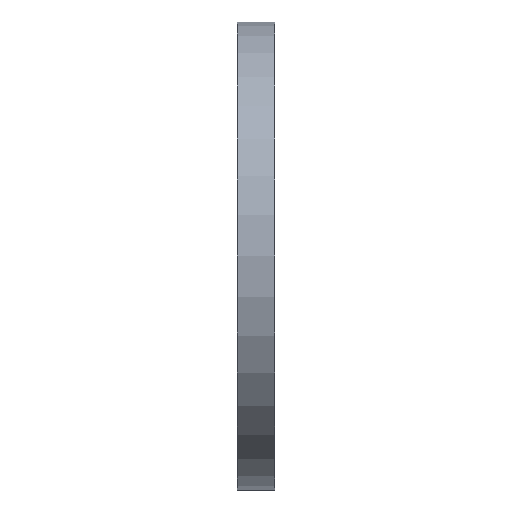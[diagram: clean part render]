
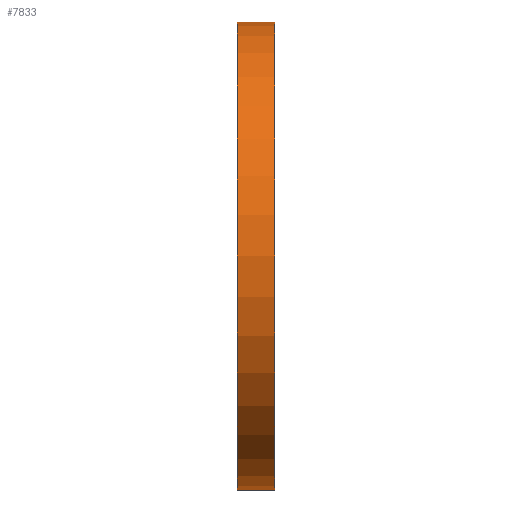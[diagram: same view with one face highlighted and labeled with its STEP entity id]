
A CAD part, left-side view. The second image highlights one B-rep face of the part: STEP entity #7833.
In plain terms, the highlighted cylindrical face has radius 50 mm (diameter 100 mm), a partial arc.
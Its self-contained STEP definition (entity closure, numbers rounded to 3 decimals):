
#457 = VERTEX_POINT ( 'NONE', #635 ) ;
#508 = EDGE_CURVE ( 'NONE', #457, #14054, #1588, .T. ) ;
#635 = CARTESIAN_POINT ( 'NONE',  ( 0., 8., 50. ) ) ;
#1003 = DIRECTION ( 'NONE',  ( 0., -1., 0. ) ) ;
#1588 = LINE ( 'NONE', #3221, #10629 ) ;
#2237 = ORIENTED_EDGE ( 'NONE', *, *, #4292, .T. ) ;
#2319 = DIRECTION ( 'NONE',  ( 0., -1., 0. ) ) ;
#2970 = FACE_OUTER_BOUND ( 'NONE', #6785, .T. ) ;
#3221 = CARTESIAN_POINT ( 'NONE',  ( 0., 8., 50. ) ) ;
#3596 = AXIS2_PLACEMENT_3D ( 'NONE', #4041, #6520, #12267 ) ;
#3772 = VERTEX_POINT ( 'NONE', #11070 ) ;
#4041 = CARTESIAN_POINT ( 'NONE',  ( 0., 8., 0. ) ) ;
#4292 = EDGE_CURVE ( 'NONE', #3772, #13397, #4340, .T. ) ;
#4340 = LINE ( 'NONE', #13774, #14631 ) ;
#4364 = ORIENTED_EDGE ( 'NONE', *, *, #6451, .F. ) ;
#4608 = CIRCLE ( 'NONE', #3596, 50. ) ;
#4798 = DIRECTION ( 'NONE',  ( 0., 0., 1. ) ) ;
#5180 = EDGE_CURVE ( 'NONE', #13397, #14054, #5918, .T. ) ;
#5918 = CIRCLE ( 'NONE', #11213, 50. ) ;
#6365 = DIRECTION ( 'NONE',  ( 0., 0., -1. ) ) ;
#6451 = EDGE_CURVE ( 'NONE', #3772, #457, #4608, .T. ) ;
#6520 = DIRECTION ( 'NONE',  ( 0., 1., 0. ) ) ;
#6785 = EDGE_LOOP ( 'NONE', ( #8423, #4364, #2237, #11678 ) ) ;
#7044 = CARTESIAN_POINT ( 'NONE',  ( 0., 0., 0. ) ) ;
#7833 = ADVANCED_FACE ( 'NONE', ( #2970 ), #11266, .T. ) ;
#8096 = CARTESIAN_POINT ( 'NONE',  ( 0., 0., -50. ) ) ;
#8423 = ORIENTED_EDGE ( 'NONE', *, *, #508, .F. ) ;
#10629 = VECTOR ( 'NONE', #2319, 1000. ) ;
#10662 = DIRECTION ( 'NONE',  ( 0., 1., 0. ) ) ;
#10803 = CARTESIAN_POINT ( 'NONE',  ( 0., 8., 0. ) ) ;
#11070 = CARTESIAN_POINT ( 'NONE',  ( 0., 8., -50. ) ) ;
#11213 = AXIS2_PLACEMENT_3D ( 'NONE', #7044, #10662, #4798 ) ;
#11266 = CYLINDRICAL_SURFACE ( 'NONE', #13081, 50. ) ;
#11678 = ORIENTED_EDGE ( 'NONE', *, *, #5180, .T. ) ;
#12267 = DIRECTION ( 'NONE',  ( 0., 0., 1. ) ) ;
#13081 = AXIS2_PLACEMENT_3D ( 'NONE', #10803, #14211, #6365 ) ;
#13397 = VERTEX_POINT ( 'NONE', #8096 ) ;
#13774 = CARTESIAN_POINT ( 'NONE',  ( 0., 8., -50. ) ) ;
#14054 = VERTEX_POINT ( 'NONE', #14409 ) ;
#14211 = DIRECTION ( 'NONE',  ( 0., -1., 0. ) ) ;
#14409 = CARTESIAN_POINT ( 'NONE',  ( 0., 0., 50. ) ) ;
#14631 = VECTOR ( 'NONE', #1003, 1000. ) ;
